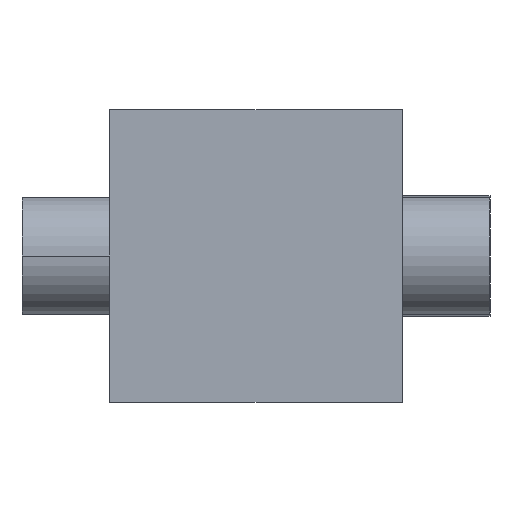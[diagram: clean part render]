
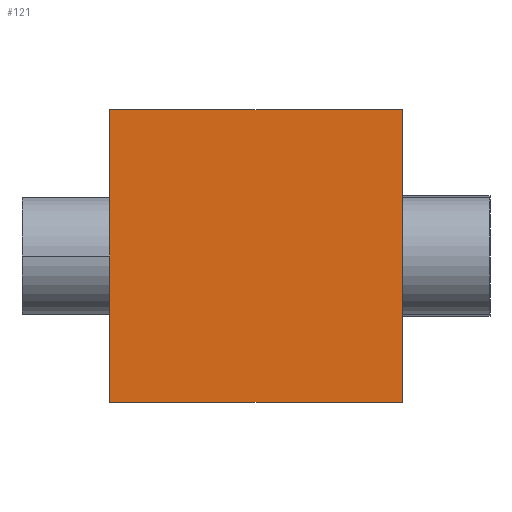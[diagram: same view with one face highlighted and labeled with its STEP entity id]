
A CAD part, left-side view. The second image highlights one B-rep face of the part: STEP entity #121.
In plain terms, the highlighted planar face has unit normal (-1, 0, 0).
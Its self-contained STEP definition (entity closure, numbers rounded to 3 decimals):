
#4 = DIRECTION ( 'NONE',  ( 0., 0., -1. ) ) ;
#6 = VECTOR ( 'NONE', #4, 1000. ) ;
#46 = EDGE_CURVE ( 'NONE', #104, #353, #400, .T. ) ;
#58 = ORIENTED_EDGE ( 'NONE', *, *, #507, .F. ) ;
#59 = DIRECTION ( 'NONE',  ( 0., -1., 0. ) ) ;
#61 = CARTESIAN_POINT ( 'NONE',  ( -96.583, 0., 8. ) ) ;
#74 = DIRECTION ( 'NONE',  ( 0., 0., -1. ) ) ;
#84 = LINE ( 'NONE', #352, #404 ) ;
#90 = VECTOR ( 'NONE', #74, 1000. ) ;
#104 = VERTEX_POINT ( 'NONE', #131 ) ;
#110 = CARTESIAN_POINT ( 'NONE',  ( -96.583, -13.314, 8. ) ) ;
#117 = LINE ( 'NONE', #359, #335 ) ;
#121 = ADVANCED_FACE ( 'NONE', ( #365 ), #370, .F. ) ;
#131 = CARTESIAN_POINT ( 'NONE',  ( -96.583, -5.314, 8. ) ) ;
#165 = DIRECTION ( 'NONE',  ( 1., 0., 0. ) ) ;
#200 = CARTESIAN_POINT ( 'NONE',  ( -96.583, -5.314, 8. ) ) ;
#232 = DIRECTION ( 'NONE',  ( 0., -1., 0. ) ) ;
#258 = ORIENTED_EDGE ( 'NONE', *, *, #373, .F. ) ;
#259 = CARTESIAN_POINT ( 'NONE',  ( -96.583, -13.314, 8. ) ) ;
#267 = LINE ( 'NONE', #259, #90 ) ;
#285 = EDGE_LOOP ( 'NONE', ( #305, #258, #58, #421 ) ) ;
#303 = CARTESIAN_POINT ( 'NONE',  ( -96.583, -5.314, 0. ) ) ;
#305 = ORIENTED_EDGE ( 'NONE', *, *, #494, .T. ) ;
#322 = DIRECTION ( 'NONE',  ( 0., 0., -1. ) ) ;
#335 = VECTOR ( 'NONE', #59, 1000. ) ;
#344 = VERTEX_POINT ( 'NONE', #110 ) ;
#352 = CARTESIAN_POINT ( 'NONE',  ( -96.583, 0., 0. ) ) ;
#353 = VERTEX_POINT ( 'NONE', #303 ) ;
#359 = CARTESIAN_POINT ( 'NONE',  ( -96.583, 0., 8. ) ) ;
#365 = FACE_OUTER_BOUND ( 'NONE', #285, .T. ) ;
#370 = PLANE ( 'NONE',  #468 ) ;
#373 = EDGE_CURVE ( 'NONE', #344, #376, #267, .T. ) ;
#376 = VERTEX_POINT ( 'NONE', #432 ) ;
#400 = LINE ( 'NONE', #200, #6 ) ;
#404 = VECTOR ( 'NONE', #232, 1000. ) ;
#421 = ORIENTED_EDGE ( 'NONE', *, *, #46, .T. ) ;
#432 = CARTESIAN_POINT ( 'NONE',  ( -96.583, -13.314, 0. ) ) ;
#468 = AXIS2_PLACEMENT_3D ( 'NONE', #61, #165, #322 ) ;
#494 = EDGE_CURVE ( 'NONE', #353, #376, #84, .T. ) ;
#507 = EDGE_CURVE ( 'NONE', #104, #344, #117, .T. ) ;
